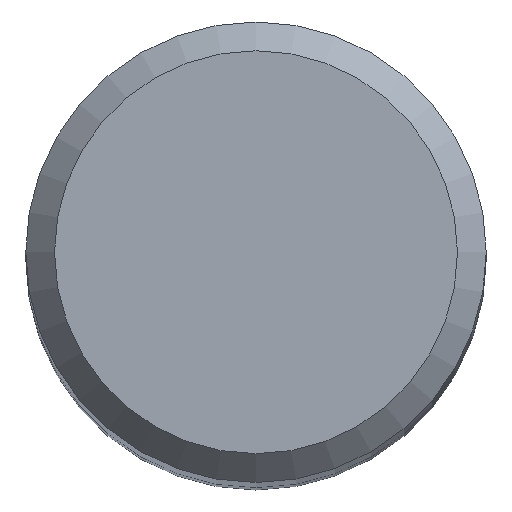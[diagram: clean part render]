
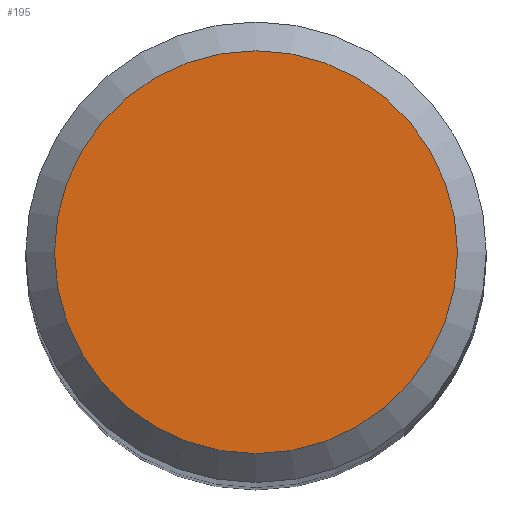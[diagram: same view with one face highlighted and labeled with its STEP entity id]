
A CAD part, top view. The second image highlights one B-rep face of the part: STEP entity #195.
In plain terms, the highlighted planar face has unit normal (0, 0, 1).
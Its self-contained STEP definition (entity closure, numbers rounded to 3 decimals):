
#7 = CARTESIAN_POINT ( 'NONE',  ( 0., 3.5, 75. ) ) ;
#28 = EDGE_CURVE ( 'NONE', #149, #149, #80, .T. ) ;
#38 = FACE_OUTER_BOUND ( 'NONE', #219, .T. ) ;
#39 = DIRECTION ( 'NONE',  ( 0., 1., 0. ) ) ;
#45 = CARTESIAN_POINT ( 'NONE',  ( 0., 0., 75. ) ) ;
#53 = PLANE ( 'NONE',  #147 ) ;
#68 = DIRECTION ( 'NONE',  ( 0., 0., -1. ) ) ;
#76 = ORIENTED_EDGE ( 'NONE', *, *, #28, .F. ) ;
#80 = CIRCLE ( 'NONE', #110, 3.5 ) ;
#81 = CARTESIAN_POINT ( 'NONE',  ( 0., 0., 75. ) ) ;
#99 = DIRECTION ( 'NONE',  ( 0., 0., -1. ) ) ;
#110 = AXIS2_PLACEMENT_3D ( 'NONE', #45, #68, #39 ) ;
#147 = AXIS2_PLACEMENT_3D ( 'NONE', #81, #99, #151 ) ;
#149 = VERTEX_POINT ( 'NONE', #7 ) ;
#151 = DIRECTION ( 'NONE',  ( 0., 1., 0. ) ) ;
#195 = ADVANCED_FACE ( 'NONE', ( #38 ), #53, .F. ) ;
#219 = EDGE_LOOP ( 'NONE', ( #76 ) ) ;
